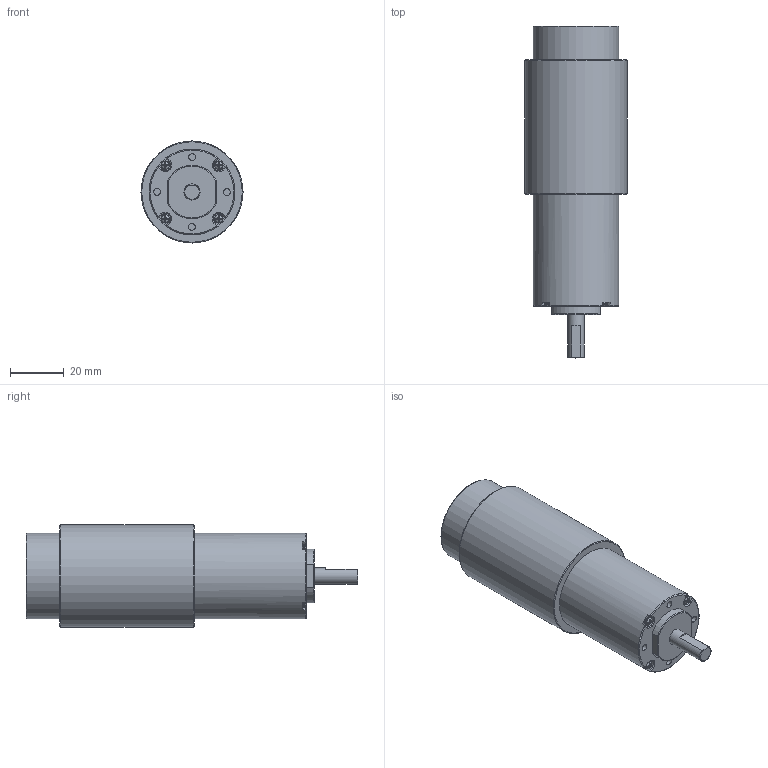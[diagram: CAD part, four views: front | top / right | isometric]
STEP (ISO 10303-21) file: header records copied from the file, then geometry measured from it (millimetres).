
FILE_DESCRIPTION(/* description */ (''),/* implementation_level */ '2;1');
FILE_NAME(/* name */ 'DC Planeary Gear Motor v1.step',/* time_stamp */ '2019-07-09T13:21:49-04:00',/* author */ (''),/* organization */ (''),/* preprocessor_version */ 'ST-DEVELOPER v18',/* originating_system */ 'Autodesk Translation Framework v8.2.0.1029',/* authorisation */ '');
FILE_SCHEMA (('AUTOMOTIVE_DESIGN { 1 0 10303 214 3 1 1 }'));
Length unit declared in the file: millimetre
Products named in the file (5): DC Gear Motor Servocity; Motor; motor drive shaft; 92000A005; motor body
Assembly tree (7 placements, depth 3):
  DC Gear Motor Servocity
    Motor
      92000A005  x4
      motor drive shaft
      motor body
Bounding box: 38 x 123.6 x 38 mm (x, y, z)
Volume: 101569.1 mm3; surface area: 15061.3 mm2
Topology: 6 solids, 6 shells, 391 faces, 1068 edges, 709 vertices
Faces by surface type: cylinder 221, plane 108, cone 24, torus 22, bspline 12, sphere 4
Full cylindrical faces by diameter (mm): 1.145 x88, 1.6 x84, 2.171 x4, 2.529 x4, 3.2 x4, 6 x2, 32 x2, 38 x1
Entity records: 9191 total; most frequent: CARTESIAN_POINT 5455, ORIENTED_EDGE 774, DIRECTION 713, EDGE_CURVE 387, AXIS2_PLACEMENT_3D 285, VERTEX_POINT 253, EDGE_LOOP 168, FACE_OUTER_BOUND 154
